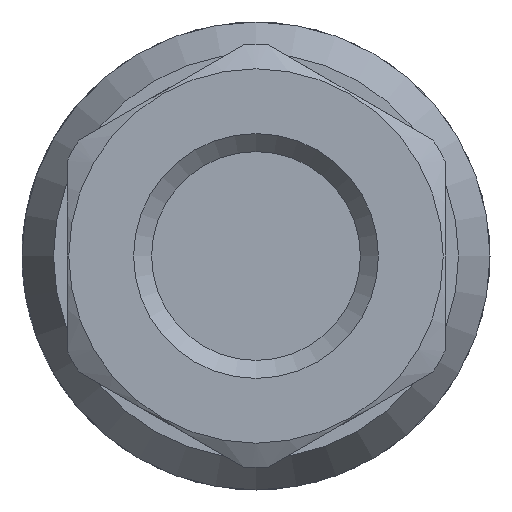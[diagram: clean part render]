
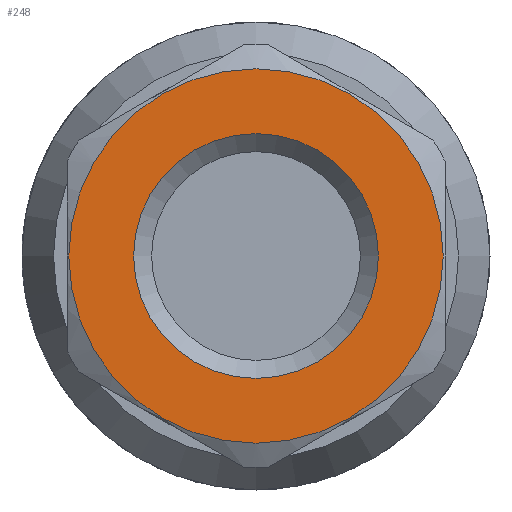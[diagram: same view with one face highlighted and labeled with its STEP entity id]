
A CAD part, left-side view. The second image highlights one B-rep face of the part: STEP entity #248.
In plain terms, the highlighted planar face has unit normal (-1, 0, 0).
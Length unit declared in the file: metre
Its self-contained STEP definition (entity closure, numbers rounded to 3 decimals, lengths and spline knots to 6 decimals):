
#248 = ADVANCED_FACE( 'NONE', ( #524, #525 ), #526, .T. );
#524 = FACE_OUTER_BOUND( '', #821, .T. );
#525 = FACE_BOUND( '', #822, .T. );
#526 = PLANE( '', #823 );
#821 = EDGE_LOOP( '', ( #1435 ) );
#822 = EDGE_LOOP( '', ( #1436 ) );
#823 = AXIS2_PLACEMENT_3D( '', #1437, #1438, #1439 );
#1435 = ORIENTED_EDGE( '', *, *, #1614, .T. );
#1436 = ORIENTED_EDGE( '', *, *, #1630, .T. );
#1437 = CARTESIAN_POINT( '', ( -0.065, 0., 0. ) );
#1438 = DIRECTION( '', ( -1., 0., 0. ) );
#1439 = DIRECTION( '', ( 0., 0., 1. ) );
#1614 = EDGE_CURVE( 'NONE', #1900, #1900, #1901, .T. );
#1630 = EDGE_CURVE( 'NONE', #1926, #1926, #1927, .T. );
#1900 = VERTEX_POINT( '', #2356 );
#1901 = CIRCLE( '', #2357, 0.0104 );
#1926 = VERTEX_POINT( '', #2394 );
#1927 = CIRCLE( '', #2395, 0.0068 );
#2356 = CARTESIAN_POINT( '', ( -0.065, -0.0104, 0. ) );
#2357 = AXIS2_PLACEMENT_3D( '', #3453, #3454, #3455 );
#2394 = CARTESIAN_POINT( '', ( -0.065, 0.0068, 0. ) );
#2395 = AXIS2_PLACEMENT_3D( '', #3475, #3476, #3477 );
#3453 = CARTESIAN_POINT( '', ( -0.065, 0., 0. ) );
#3454 = DIRECTION( '', ( -1., 0., 0. ) );
#3455 = DIRECTION( '', ( 0., -1., 0. ) );
#3475 = CARTESIAN_POINT( '', ( -0.065, 0., 0. ) );
#3476 = DIRECTION( '', ( 1., 0., 0. ) );
#3477 = DIRECTION( '', ( 0., 1., 0. ) );
